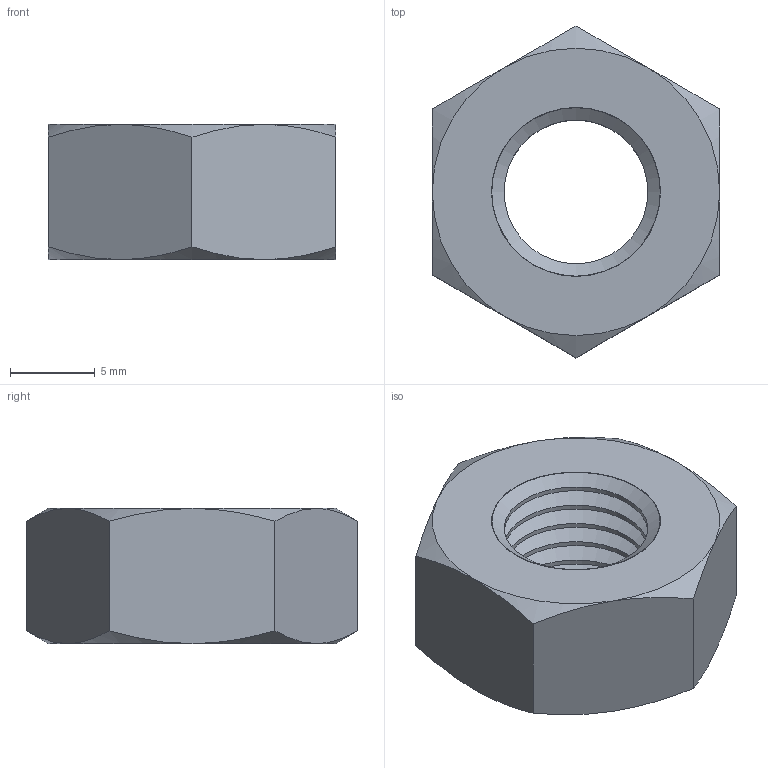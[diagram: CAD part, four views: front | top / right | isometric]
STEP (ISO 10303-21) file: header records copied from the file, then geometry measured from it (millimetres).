
FILE_DESCRIPTION (( 'STEP AP203' ), '1' );
FILE_NAME ('CLP1M-G-10 Ãàéêà øåñòèãðàííàÿ Ì10.STEP', '2016-02-09T13:37:13', ( '' ), ( '' ), 'SwSTEP 2.0', 'SolidWorks 2014', '' );
FILE_SCHEMA (( 'CONFIG_CONTROL_DESIGN' ));
Length unit declared in the file: millimetre
Products named in the file (1): CLP1M-G-10 Ãàéêà øåñòèãðàííàÿ Ì10
Bounding box: 17 x 19.63 x 8 mm (x, y, z)
Volume: 1469.7 mm3; surface area: 1156.6 mm2
Topology: 1 solids, 1 shells, 41 faces, 87 edges, 48 vertices
Faces by surface type: cone 26, plane 8, cylinder 7
Full cylindrical faces by diameter (mm): 8.5 x6, 10 x1
Entity records: 1121 total; most frequent: CARTESIAN_POINT 288, DIRECTION 158, ORIENTED_EDGE 128, AXIS2_PLACEMENT_3D 76, EDGE_LOOP 64, EDGE_CURVE 64, FACE_OUTER_BOUND 48, VERTEX_POINT 46
